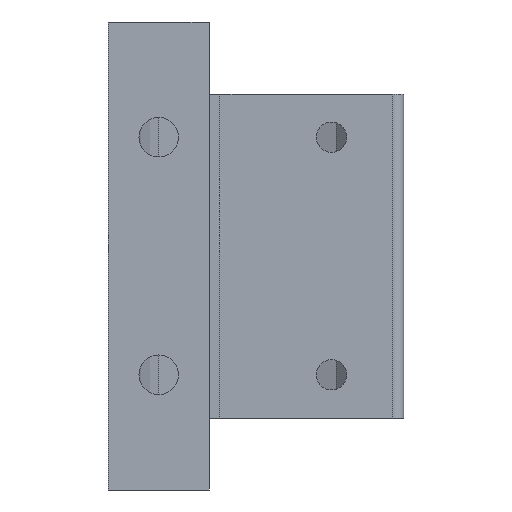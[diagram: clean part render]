
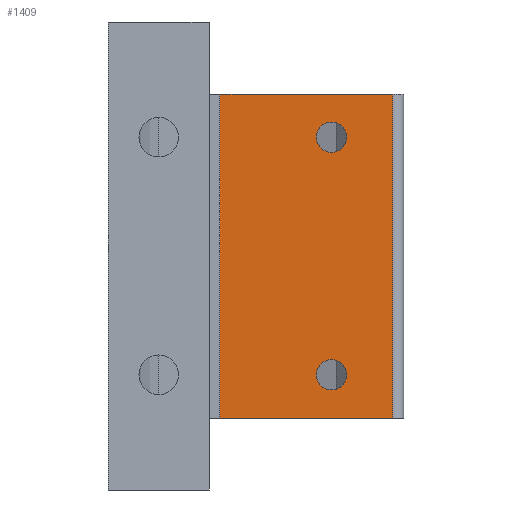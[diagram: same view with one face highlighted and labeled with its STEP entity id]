
A CAD part, front view. The second image highlights one B-rep face of the part: STEP entity #1409.
In plain terms, the highlighted planar face has unit normal (0, -1, 0).
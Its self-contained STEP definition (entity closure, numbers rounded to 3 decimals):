
#109 = DIRECTION ( 'NONE',  ( 0., 0., 1. ) ) ;
#110 = CARTESIAN_POINT ( 'NONE',  ( 9.87, 2.708, 22.5 ) ) ;
#156 = FACE_BOUND ( 'NONE', #863, .T. ) ;
#197 = FACE_OUTER_BOUND ( 'NONE', #866, .T. ) ;
#221 = FACE_BOUND ( 'NONE', #862, .T. ) ;
#249 = VECTOR ( 'NONE', #109, 1000. ) ;
#252 = LINE ( 'NONE', #110, #249 ) ;
#266 = VECTOR ( 'NONE', #983, 1000. ) ;
#273 = VECTOR ( 'NONE', #929, 1000. ) ;
#275 = LINE ( 'NONE', #1036, #273 ) ;
#286 = LINE ( 'NONE', #985, #266 ) ;
#324 = VECTOR ( 'NONE', #987, 1000. ) ;
#326 = LINE ( 'NONE', #968, #324 ) ;
#327 = ORIENTED_EDGE ( 'NONE', *, *, #1283, .F. ) ;
#332 = CIRCLE ( 'NONE', #1341, 2.1 ) ;
#345 = CIRCLE ( 'NONE', #1297, 2.1 ) ;
#349 = CIRCLE ( 'NONE', #1299, 2.1 ) ;
#401 = CIRCLE ( 'NONE', #1236, 2.1 ) ;
#503 = ORIENTED_EDGE ( 'NONE', *, *, #1286, .T. ) ;
#522 = ORIENTED_EDGE ( 'NONE', *, *, #1274, .F. ) ;
#556 = ORIENTED_EDGE ( 'NONE', *, *, #1273, .F. ) ;
#575 = ORIENTED_EDGE ( 'NONE', *, *, #1222, .F. ) ;
#593 = ORIENTED_EDGE ( 'NONE', *, *, #1337, .T. ) ;
#610 = ORIENTED_EDGE ( 'NONE', *, *, #1364, .T. ) ;
#638 = CARTESIAN_POINT ( 'NONE',  ( -14.151, 2.708, 22.5 ) ) ;
#648 = CARTESIAN_POINT ( 'NONE',  ( 1.349, 2.708, -14.4 ) ) ;
#652 = CARTESIAN_POINT ( 'NONE',  ( 9.87, 2.708, 22.5 ) ) ;
#658 = CARTESIAN_POINT ( 'NONE',  ( -14.151, 2.708, -22.5 ) ) ;
#674 = CARTESIAN_POINT ( 'NONE',  ( 1.349, 2.708, -18.6 ) ) ;
#695 = CARTESIAN_POINT ( 'NONE',  ( 1.349, 2.708, 14.4 ) ) ;
#709 = CARTESIAN_POINT ( 'NONE',  ( 1.349, 2.708, 18.6 ) ) ;
#714 = CARTESIAN_POINT ( 'NONE',  ( 9.87, 2.708, -22.5 ) ) ;
#736 = VERTEX_POINT ( 'NONE', #695 ) ;
#752 = VERTEX_POINT ( 'NONE', #674 ) ;
#764 = VERTEX_POINT ( 'NONE', #658 ) ;
#769 = VERTEX_POINT ( 'NONE', #648 ) ;
#780 = VERTEX_POINT ( 'NONE', #638 ) ;
#790 = VERTEX_POINT ( 'NONE', #709 ) ;
#794 = VERTEX_POINT ( 'NONE', #714 ) ;
#815 = VERTEX_POINT ( 'NONE', #652 ) ;
#857 = ORIENTED_EDGE ( 'NONE', *, *, #1349, .F. ) ;
#862 = EDGE_LOOP ( 'NONE', ( #327, #556 ) ) ;
#863 = EDGE_LOOP ( 'NONE', ( #575, #522 ) ) ;
#866 = EDGE_LOOP ( 'NONE', ( #503, #610, #857, #593 ) ) ;
#924 = CARTESIAN_POINT ( 'NONE',  ( 1.349, 2.708, 16.5 ) ) ;
#925 = DIRECTION ( 'NONE',  ( 0., -1., 0. ) ) ;
#929 = DIRECTION ( 'NONE',  ( 0., 0., -1. ) ) ;
#934 = DIRECTION ( 'NONE',  ( 0., 0., -1. ) ) ;
#953 = DIRECTION ( 'NONE',  ( 0., -1., 0. ) ) ;
#957 = CARTESIAN_POINT ( 'NONE',  ( 1.349, 2.708, -16.5 ) ) ;
#959 = CARTESIAN_POINT ( 'NONE',  ( 1.349, 2.708, -16.5 ) ) ;
#966 = DIRECTION ( 'NONE',  ( 0., 0., -1. ) ) ;
#968 = CARTESIAN_POINT ( 'NONE',  ( 13.369, 2.708, -22.5 ) ) ;
#983 = DIRECTION ( 'NONE',  ( 1., 0., 0. ) ) ;
#985 = CARTESIAN_POINT ( 'NONE',  ( 13.369, 2.708, 22.5 ) ) ;
#986 = DIRECTION ( 'NONE',  ( 0., -1., 0. ) ) ;
#987 = DIRECTION ( 'NONE',  ( 1., 0., 0. ) ) ;
#1007 = DIRECTION ( 'NONE',  ( 0., 0., -1. ) ) ;
#1036 = CARTESIAN_POINT ( 'NONE',  ( -14.151, 2.708, 22.5 ) ) ;
#1129 = DIRECTION ( 'NONE',  ( 0., 0., -1. ) ) ;
#1141 = DIRECTION ( 'NONE',  ( 0., -1., 0. ) ) ;
#1143 = CARTESIAN_POINT ( 'NONE',  ( 1.349, 2.708, 16.5 ) ) ;
#1222 = EDGE_CURVE ( 'NONE', #736, #790, #401, .T. ) ;
#1236 = AXIS2_PLACEMENT_3D ( 'NONE', #1143, #1141, #1129 ) ;
#1273 = EDGE_CURVE ( 'NONE', #769, #752, #349, .T. ) ;
#1274 = EDGE_CURVE ( 'NONE', #790, #736, #345, .T. ) ;
#1283 = EDGE_CURVE ( 'NONE', #752, #769, #332, .T. ) ;
#1286 = EDGE_CURVE ( 'NONE', #764, #794, #326, .T. ) ;
#1297 = AXIS2_PLACEMENT_3D ( 'NONE', #924, #925, #966 ) ;
#1299 = AXIS2_PLACEMENT_3D ( 'NONE', #957, #953, #934 ) ;
#1337 = EDGE_CURVE ( 'NONE', #780, #764, #275, .T. ) ;
#1341 = AXIS2_PLACEMENT_3D ( 'NONE', #959, #986, #1007 ) ;
#1349 = EDGE_CURVE ( 'NONE', #780, #815, #286, .T. ) ;
#1364 = EDGE_CURVE ( 'NONE', #794, #815, #252, .T. ) ;
#1384 = AXIS2_PLACEMENT_3D ( 'NONE', #1472, #1482, #1456 ) ;
#1409 = ADVANCED_FACE ( 'NONE', ( #156, #221, #197 ), #1461, .F. ) ;
#1456 = DIRECTION ( 'NONE',  ( -1., 0., 0. ) ) ;
#1461 = PLANE ( 'NONE',  #1384 ) ;
#1472 = CARTESIAN_POINT ( 'NONE',  ( 13.369, 2.708, 22.5 ) ) ;
#1482 = DIRECTION ( 'NONE',  ( 0., 1., 0. ) ) ;
